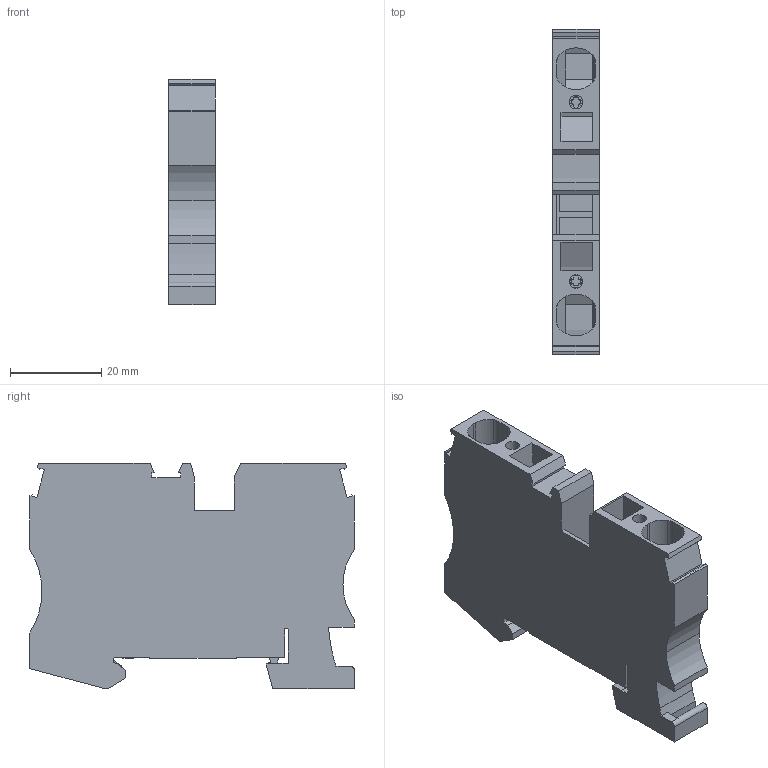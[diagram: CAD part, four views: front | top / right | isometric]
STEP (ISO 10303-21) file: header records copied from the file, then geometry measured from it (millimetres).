
FILE_DESCRIPTION(('STEP AP214'),'1');
FILE_NAME('cctmp_F79E1834-E740-419F-8225-04BA5285A62A_2023_07_24_21_42_37_0947..stp','2023-07-24T19:42:38',('SIEMENS A&D'),('CADClick - www.CADClick.com'),'Spatial InterOp 3D postprocessed',' ','unknown authorization');
FILE_SCHEMA(('AUTOMOTIVE_DESIGN'));
Length unit declared in the file: millimetre
Products named in the file (1): 2023_07_24_21_42_37_0931
Bounding box: 10.15 x 71.34 x 49.56 mm (x, y, z)
Volume: 25781.2 mm3; surface area: 12269.5 mm2
Topology: 1 solids, 1 shells, 208 faces, 598 edges, 400 vertices
Faces by surface type: plane 152, cylinder 56
Entity records: 7511 total; most frequent: CARTESIAN_POINT 1261, ORIENTED_EDGE 1196, DIRECTION 1136, EDGE_CURVE 598, LINE 470, VECTOR 470, VERTEX_POINT 400, AXIS2_PLACEMENT_3D 333
